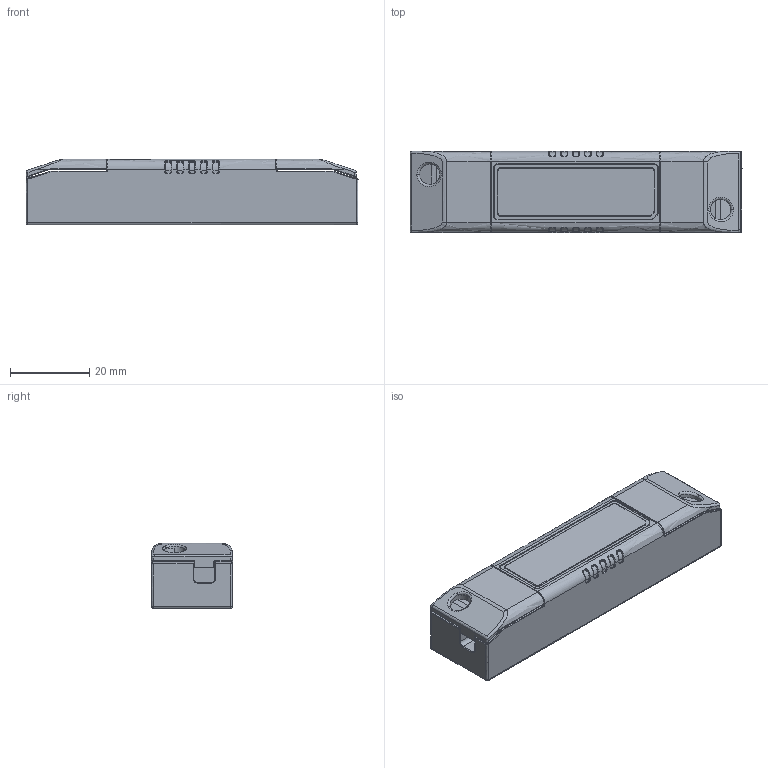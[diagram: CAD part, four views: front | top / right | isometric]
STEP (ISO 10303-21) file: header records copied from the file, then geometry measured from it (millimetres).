
FILE_DESCRIPTION(/* description */ (''),/* implementation_level */ '2;1');
FILE_NAME(/* name */ 'LS-3W~2',/* time_stamp */ '2023-05-13T09:50:39+08:00',/* author */ (''),/* organization */ (''),/* preprocessor_version */ 'ST-DEVELOPER v16.5',/* originating_system */ '',/* authorisation */ '');
FILE_SCHEMA (('AUTOMOTIVE_DESIGN'));
Length unit declared in the file: millimetre
Products named in the file (1): Document
Bounding box: 84 x 20.5 x 16.5 mm (x, y, z)
Volume: 26838.7 mm3; surface area: 8564.9 mm2
Topology: 3 solids, 3 shells, 435 faces, 1082 edges, 649 vertices
Faces by surface type: bspline 346, plane 89
Entity records: 21428 total; most frequent: CARTESIAN_POINT 14720, ORIENTED_EDGE 2156, EDGE_CURVE 1078, B_SPLINE_CURVE_WITH_KNOTS 960, VERTEX_POINT 649, EDGE_LOOP 439, ADVANCED_FACE 435, FACE_OUTER_BOUND 435
